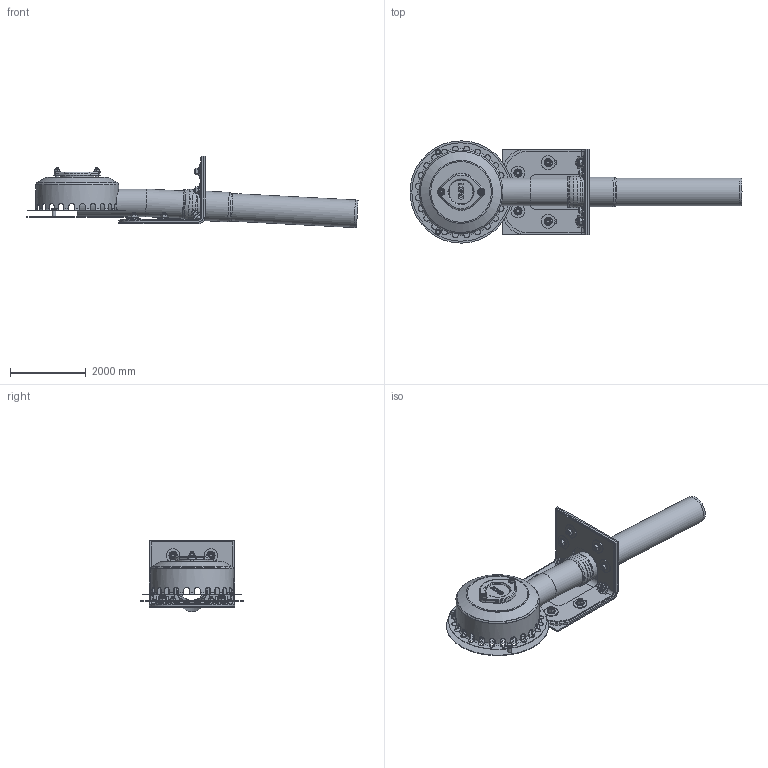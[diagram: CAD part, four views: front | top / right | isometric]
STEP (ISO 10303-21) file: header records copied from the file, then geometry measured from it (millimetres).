
FILE_DESCRIPTION(/* description */ (''),/* implementation_level */ '2;1');
FILE_NAME(/* name */ '01353.070X_3D.stp',/* time_stamp */ '2024-12-11T13:25:50+01:00',/* author */ ('CAD'),/* organization */ (''),/* preprocessor_version */ 'ST-DEVELOPER v20',/* originating_system */ 'AutoCAD Mechanical',/* authorisation */ '');
FILE_SCHEMA (('AUTOMOTIVE_DESIGN { 1 0 10303 214 3 1 1 }'));
Length unit declared in the file: centimetre
Products named in the file (2): Product; *S0
Assembly tree (1 placements, depth 2):
  Product
    *S0
Bounding box: 8768.78 x 2700 x 1879.29 mm (x, y, z)
Volume: 1317753159.6 mm3; surface area: 118348145.2 mm2
Topology: 48 solids, 48 shells, 2327 faces, 6673 edges, 4395 vertices
Faces by surface type: plane 1766, cylinder 222, cone 209, torus 109, bspline 15, sphere 6
Full cylindrical faces by diameter (mm): 66.47 x2, 80 x4, 83.76 x10, 100 x14, 121.637 x8, 130 x2, 365 x8, 700 x2, 706 x3, 730 x3, 731.5 x1, 740 x1, 758 x1, 782 x1, 808 x2, 832 x1, 920 x1, 2180 x1, 2200 x1, 2700 x1
Entity records: 82430 total; most frequent: CARTESIAN_POINT 20213, ORIENTED_EDGE 13340, DIRECTION 11623, EDGE_CURVE 6670, LINE 5157, VECTOR 5157, VERTEX_POINT 4393, AXIS2_PLACEMENT_3D 3233
